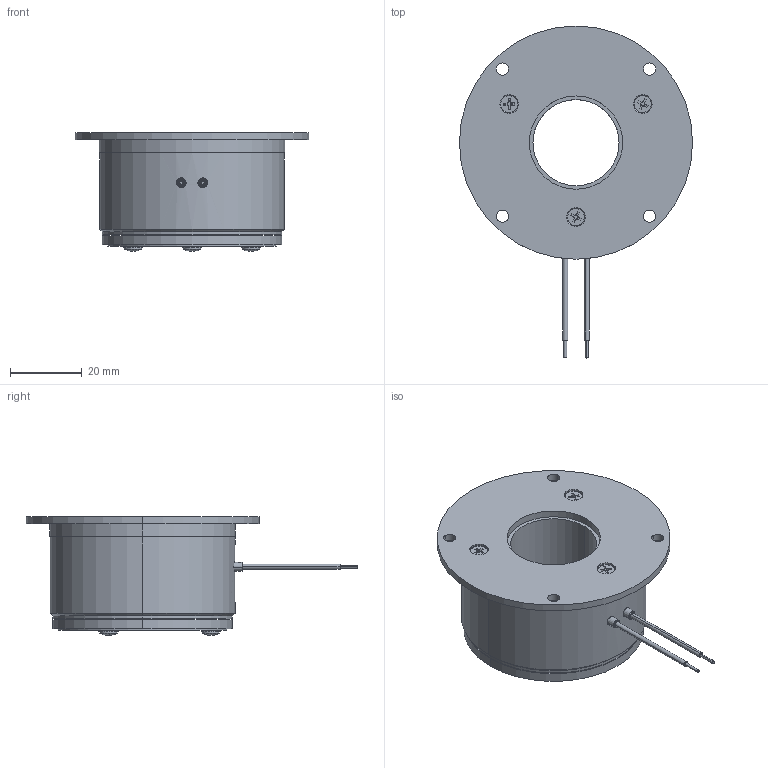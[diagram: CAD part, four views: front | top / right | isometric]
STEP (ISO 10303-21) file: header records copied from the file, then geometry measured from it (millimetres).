
FILE_DESCRIPTION (( 'STEP AP214' ), '1' );
FILE_NAME ('dr_bk_05P1-110_mu.STEP', '2024-05-27T07:24:48', ( '' ), ( '' ), 'SwSTEP 2.0', 'SolidWorks 2022', '' );
FILE_SCHEMA (( 'AUTOMOTIVE_DESIGN' ));
Length unit declared in the file: millimetre
Products named in the file (7): 10069018_000; 10069017_000; 10068772_000; 10068774_000_genietet (1,8 mm Klemmlänge Ø2,6); dr_bk_05P1-110_mu; 10068779_000_eingebaut; 10068963_000
Assembly tree (10 placements, depth 3):
  dr_bk_05P1-110_mu
    10068963_000
    10069018_000
      10069017_000
      10068772_000
      10068774_000_genietet (1,8 mm Klemmlänge Ø2,6)  x3
      10068779_000_eingebaut  x3
Bounding box: 65 x 92.5 x 33.15 mm (x, y, z)
Volume: 52122.3 mm3; surface area: 18980.4 mm2
Topology: 11 solids, 11 shells, 281 faces, 650 edges, 406 vertices
Faces by surface type: cylinder 124, plane 69, cone 62, torus 20, sphere 6
Entity records: 8978 total; most frequent: CARTESIAN_POINT 1437, DIRECTION 1260, ORIENTED_EDGE 1064, EDGE_CURVE 532, AXIS2_PLACEMENT_3D 503, VERTEX_POINT 338, EDGE_LOOP 286, CIRCLE 262
